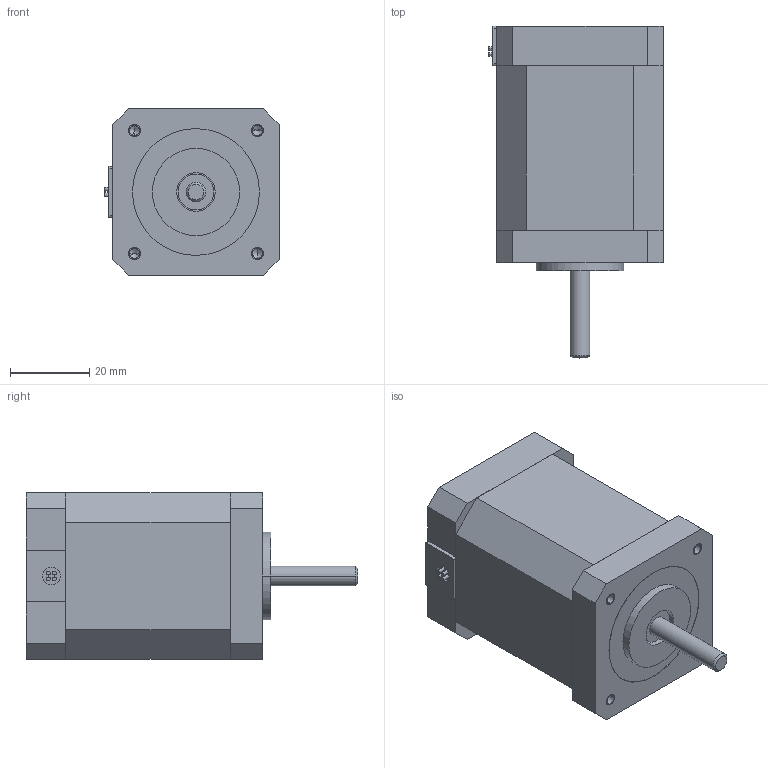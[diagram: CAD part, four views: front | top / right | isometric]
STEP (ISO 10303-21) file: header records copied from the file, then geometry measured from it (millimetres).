
FILE_DESCRIPTION((''),'2;1');
FILE_NAME('MT17HE24028M4_ASM','2017-05-31T',('Matteo Maccalli'),(''),'PRO/ENGINEER BY PARAMETRIC TECHNOLOGY CORPORATION, 2006320','PRO/ENGINEER BY PARAMETRIC TECHNOLOGY CORPORATION, 2006320','');
FILE_SCHEMA(('AUTOMOTIVE_DESIGN_CC2 { 1 2 10303 214 -1 1 5 2 }'));
Length unit declared in the file: millimetre
Products named in the file (5): FRONT_FLANGE_MT17HE_H8E2_QUADR; STACK_MT17HE24_H41E5; REAR_FLANGE_MT17HE_FORO_ALBERO; FRONT_SHAFT_MT17HE_CATALOG; MT17HE24028M4_ASM
Assembly tree (4 placements, depth 2):
  MT17HE24028M4_ASM
    FRONT_FLANGE_MT17HE_H8E2_QUADR
    STACK_MT17HE24_H41E5
    REAR_FLANGE_MT17HE_FORO_ALBERO
    FRONT_SHAFT_MT17HE_CATALOG
Bounding box: 44 x 83.7 x 42 mm (x, y, z)
Volume: 100666 mm3; surface area: 20663.6 mm2
Topology: 4 solids, 8 shells, 101 faces, 238 edges, 154 vertices
Faces by surface type: plane 49, cylinder 42, cone 10
Entity records: 4039 total; most frequent: DIRECTION 548, CARTESIAN_POINT 496, ORIENTED_EDGE 444, PRESENTATION_STYLE_ASSIGNMENT 266, STYLED_ITEM 246, CURVE_STYLE 230, EDGE_CURVE 230, AXIS2_PLACEMENT_3D 206
